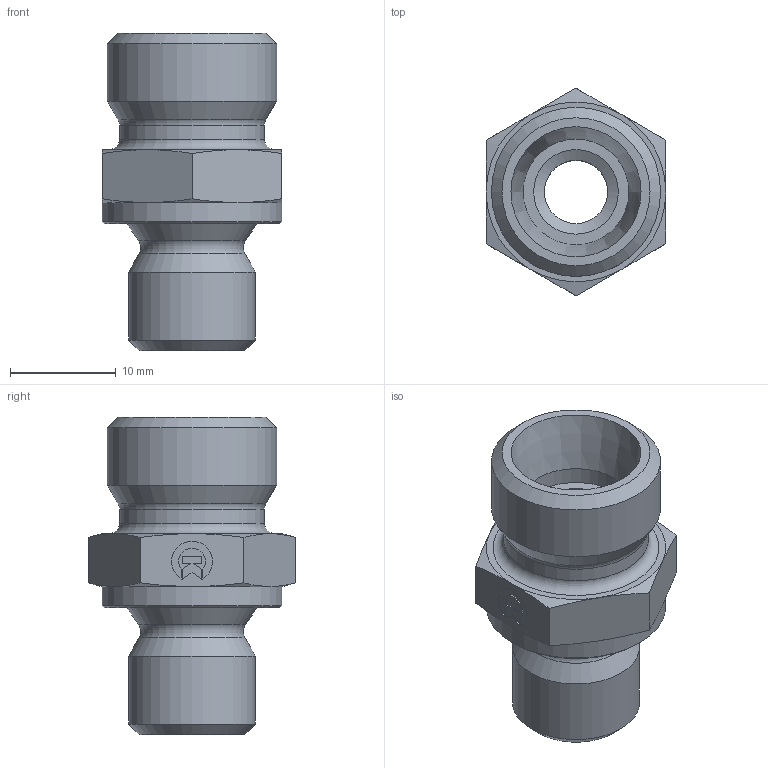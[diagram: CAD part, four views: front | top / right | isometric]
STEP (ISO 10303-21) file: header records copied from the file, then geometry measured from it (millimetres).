
FILE_DESCRIPTION((''),'2;1');
FILE_NAME('014101216.stp','2014-09-18T15:28:41',(''),('KNOMI spol. s r. o.'),'Autodesk Inventor 2012','Autodesk Inventor 2012','');
FILE_SCHEMA(('AUTOMOTIVE_DESIGN { 1 2 10303 214 0 1 1 1 }'));
Length unit declared in the file: millimetre
Products named in the file (1): PHAM2  10LM12 M12x1.5/M16x1
Bounding box: 17.01 x 19.63 x 30 mm (x, y, z)
Volume: 3626.2 mm3; surface area: 2430.6 mm2
Topology: 1 solids, 1 shells, 75 faces, 177 edges, 111 vertices
Faces by surface type: plane 41, cone 21, cylinder 10, torus 3
Full cylindrical faces by diameter (mm): 6 x1, 10 x1, 12 x1, 13.7 x1, 16 x1, 17 x1
Entity records: 2014 total; most frequent: CARTESIAN_POINT 388, DIRECTION 326, ORIENTED_EDGE 312, EDGE_CURVE 156, AXIS2_PLACEMENT_3D 118, VERTEX_POINT 108, EDGE_LOOP 102, VECTOR 90
